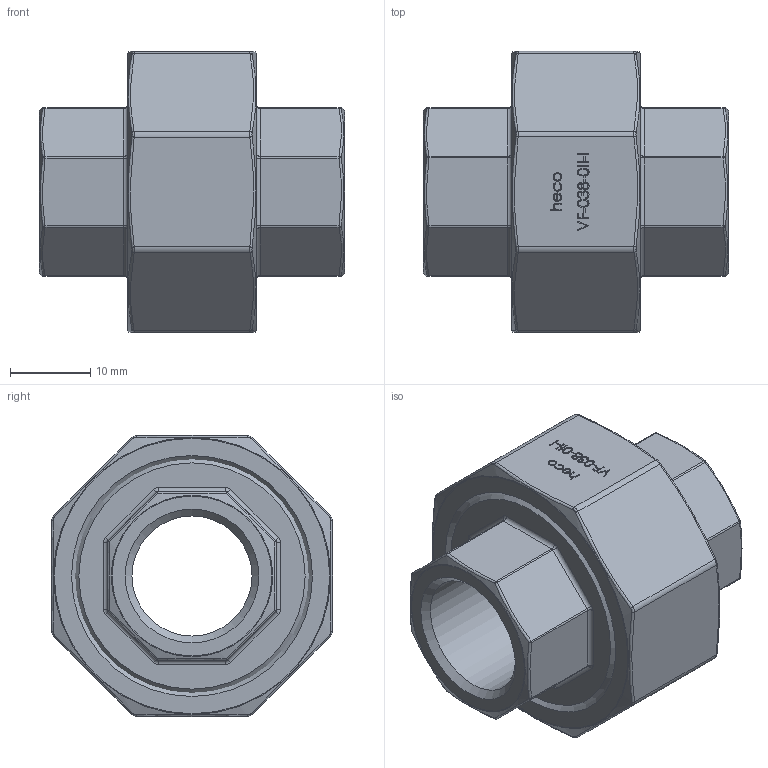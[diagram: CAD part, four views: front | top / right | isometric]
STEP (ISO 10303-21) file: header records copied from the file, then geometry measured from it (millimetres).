
FILE_DESCRIPTION (( 'STEP AP214' ), '1' );
FILE_NAME ('VF-038-0II-I Verschraubung flach 2201.STEP', '2022-01-25T15:25:35', ( '' ), ( '' ), 'SwSTEP 2.0', 'SolidWorks 2019', '' );
FILE_SCHEMA (( 'AUTOMOTIVE_DESIGN' ));
Length unit declared in the file: millimetre
Products named in the file (1): VF-038-0II-I Verschraubung flach 2201
Bounding box: 38 x 35 x 35 mm (x, y, z)
Volume: 17300.7 mm3; surface area: 11320 mm2
Topology: 4 solids, 4 shells, 356 faces, 838 edges, 517 vertices
Faces by surface type: bspline 132, plane 116, cylinder 51, torus 30, sphere 16, cone 11
Full cylindrical faces by diameter (mm): 14.95 x2, 17 x2, 18 x1, 25 x1, 25.3 x1, 28 x2, 28.38 x1, 30 x1
Entity records: 19332 total; most frequent: CARTESIAN_POINT 8246, ORIENTED_EDGE 1578, DIRECTION 1165, EDGE_CURVE 789, VERTEX_POINT 504, EDGE_LOOP 427, AXIS2_PLACEMENT_3D 415, FACE_OUTER_BOUND 381
